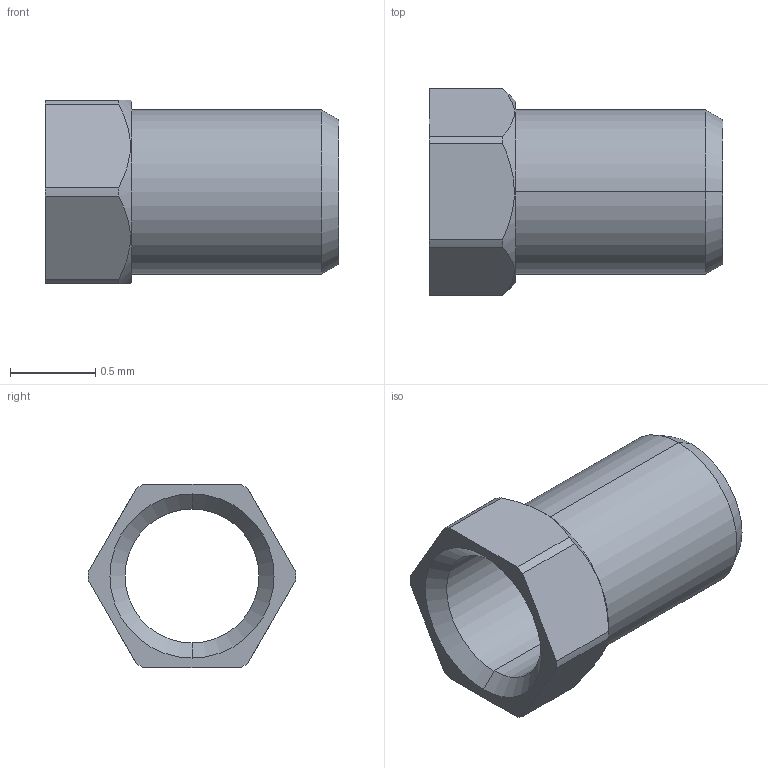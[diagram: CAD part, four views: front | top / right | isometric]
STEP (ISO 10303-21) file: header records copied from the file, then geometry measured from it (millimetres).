
FILE_DESCRIPTION (( 'STEP AP214' ), '1' );
FILE_NAME ('5FA890FA-5DEE-4C97-9992-DBEDF9E8303D.STEP', '2022-07-15T15:25:52', ( '' ), ( '' ), 'SwSTEP 2.0', 'SolidWorks 2022', '' );
FILE_SCHEMA (( 'AUTOMOTIVE_DESIGN' ));
Length unit declared in the file: inch
Products named in the file (1): 5FA890FA-5DEE-4C97-9992-DBEDF9E8303D
Bounding box: 1.73 x 1.22 x 1.08 mm (x, y, z)
Volume: 0.5 mm3; surface area: 10.6 mm2
Topology: 1 solids, 1 shells, 25 faces, 62 edges, 40 vertices
Faces by surface type: cylinder 10, plane 9, cone 6
Entity records: 810 total; most frequent: CARTESIAN_POINT 160, DIRECTION 132, ORIENTED_EDGE 124, EDGE_CURVE 62, AXIS2_PLACEMENT_3D 52, VERTEX_POINT 40, EDGE_LOOP 28, VECTOR 28
